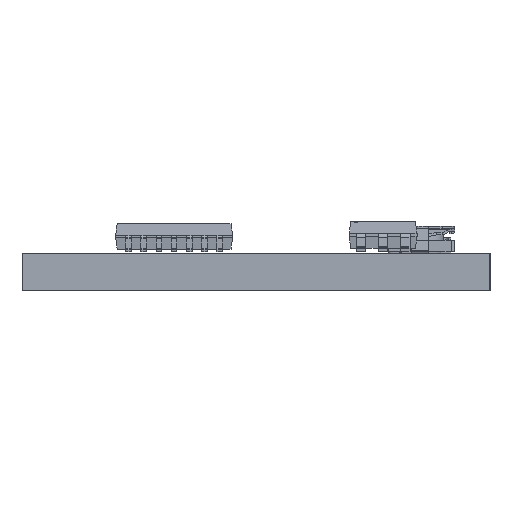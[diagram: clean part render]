
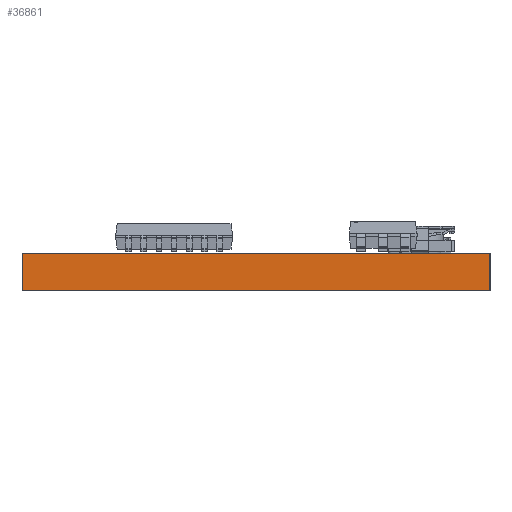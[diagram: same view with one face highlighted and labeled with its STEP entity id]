
A CAD part, left-side view. The second image highlights one B-rep face of the part: STEP entity #36861.
In plain terms, the highlighted planar face has unit normal (-1, 0, 0).
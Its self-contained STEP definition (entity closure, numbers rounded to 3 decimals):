
#36861 = ADVANCED_FACE('',(#36862),#36876,.T.);
#36862 = FACE_BOUND('',#36863,.T.);
#36863 = EDGE_LOOP('',(#36864,#36899,#36927,#36955));
#36864 = ORIENTED_EDGE('',*,*,#36865,.T.);
#36865 = EDGE_CURVE('',#36866,#36868,#36870,.T.);
#36866 = VERTEX_POINT('',#36867);
#36867 = CARTESIAN_POINT('',(-21.,-10.,0.));
#36868 = VERTEX_POINT('',#36869);
#36869 = CARTESIAN_POINT('',(-21.,-10.,1.6));
#36870 = SURFACE_CURVE('',#36871,(#36875,#36887),.PCURVE_S1.);
#36871 = LINE('',#36872,#36873);
#36872 = CARTESIAN_POINT('',(-21.,-10.,0.));
#36873 = VECTOR('',#36874,1.);
#36874 = DIRECTION('',(0.,0.,1.));
#36875 = PCURVE('',#36876,#36881);
#36876 = PLANE('',#36877);
#36877 = AXIS2_PLACEMENT_3D('',#36878,#36879,#36880);
#36878 = CARTESIAN_POINT('',(-21.,-10.,0.));
#36879 = DIRECTION('',(-1.,0.,0.));
#36880 = DIRECTION('',(0.,1.,0.));
#36881 = DEFINITIONAL_REPRESENTATION('',(#36882),#36886);
#36882 = LINE('',#36883,#36884);
#36883 = CARTESIAN_POINT('',(0.,0.));
#36884 = VECTOR('',#36885,1.);
#36885 = DIRECTION('',(0.,-1.));
#36886 = ( GEOMETRIC_REPRESENTATION_CONTEXT(2) 
PARAMETRIC_REPRESENTATION_CONTEXT() REPRESENTATION_CONTEXT('2D SPACE',''
  ) );
#36887 = PCURVE('',#36888,#36893);
#36888 = PLANE('',#36889);
#36889 = AXIS2_PLACEMENT_3D('',#36890,#36891,#36892);
#36890 = CARTESIAN_POINT('',(21.,-10.,0.));
#36891 = DIRECTION('',(0.,-1.,0.));
#36892 = DIRECTION('',(-1.,0.,0.));
#36893 = DEFINITIONAL_REPRESENTATION('',(#36894),#36898);
#36894 = LINE('',#36895,#36896);
#36895 = CARTESIAN_POINT('',(42.,0.));
#36896 = VECTOR('',#36897,1.);
#36897 = DIRECTION('',(0.,-1.));
#36898 = ( GEOMETRIC_REPRESENTATION_CONTEXT(2) 
PARAMETRIC_REPRESENTATION_CONTEXT() REPRESENTATION_CONTEXT('2D SPACE',''
  ) );
#36899 = ORIENTED_EDGE('',*,*,#36900,.T.);
#36900 = EDGE_CURVE('',#36868,#36901,#36903,.T.);
#36901 = VERTEX_POINT('',#36902);
#36902 = CARTESIAN_POINT('',(-21.,10.,1.6));
#36903 = SURFACE_CURVE('',#36904,(#36908,#36915),.PCURVE_S1.);
#36904 = LINE('',#36905,#36906);
#36905 = CARTESIAN_POINT('',(-21.,-10.,1.6));
#36906 = VECTOR('',#36907,1.);
#36907 = DIRECTION('',(0.,1.,0.));
#36908 = PCURVE('',#36876,#36909);
#36909 = DEFINITIONAL_REPRESENTATION('',(#36910),#36914);
#36910 = LINE('',#36911,#36912);
#36911 = CARTESIAN_POINT('',(0.,-1.6));
#36912 = VECTOR('',#36913,1.);
#36913 = DIRECTION('',(1.,0.));
#36914 = ( GEOMETRIC_REPRESENTATION_CONTEXT(2) 
PARAMETRIC_REPRESENTATION_CONTEXT() REPRESENTATION_CONTEXT('2D SPACE',''
  ) );
#36915 = PCURVE('',#36916,#36921);
#36916 = PLANE('',#36917);
#36917 = AXIS2_PLACEMENT_3D('',#36918,#36919,#36920);
#36918 = CARTESIAN_POINT('',(0.,0.,1.6));
#36919 = DIRECTION('',(-0.,-0.,-1.));
#36920 = DIRECTION('',(-1.,0.,0.));
#36921 = DEFINITIONAL_REPRESENTATION('',(#36922),#36926);
#36922 = LINE('',#36923,#36924);
#36923 = CARTESIAN_POINT('',(21.,-10.));
#36924 = VECTOR('',#36925,1.);
#36925 = DIRECTION('',(0.,1.));
#36926 = ( GEOMETRIC_REPRESENTATION_CONTEXT(2) 
PARAMETRIC_REPRESENTATION_CONTEXT() REPRESENTATION_CONTEXT('2D SPACE',''
  ) );
#36927 = ORIENTED_EDGE('',*,*,#36928,.F.);
#36928 = EDGE_CURVE('',#36929,#36901,#36931,.T.);
#36929 = VERTEX_POINT('',#36930);
#36930 = CARTESIAN_POINT('',(-21.,10.,0.));
#36931 = SURFACE_CURVE('',#36932,(#36936,#36943),.PCURVE_S1.);
#36932 = LINE('',#36933,#36934);
#36933 = CARTESIAN_POINT('',(-21.,10.,0.));
#36934 = VECTOR('',#36935,1.);
#36935 = DIRECTION('',(0.,0.,1.));
#36936 = PCURVE('',#36876,#36937);
#36937 = DEFINITIONAL_REPRESENTATION('',(#36938),#36942);
#36938 = LINE('',#36939,#36940);
#36939 = CARTESIAN_POINT('',(20.,0.));
#36940 = VECTOR('',#36941,1.);
#36941 = DIRECTION('',(0.,-1.));
#36942 = ( GEOMETRIC_REPRESENTATION_CONTEXT(2) 
PARAMETRIC_REPRESENTATION_CONTEXT() REPRESENTATION_CONTEXT('2D SPACE',''
  ) );
#36943 = PCURVE('',#36944,#36949);
#36944 = PLANE('',#36945);
#36945 = AXIS2_PLACEMENT_3D('',#36946,#36947,#36948);
#36946 = CARTESIAN_POINT('',(-21.,10.,0.));
#36947 = DIRECTION('',(0.,1.,0.));
#36948 = DIRECTION('',(1.,0.,0.));
#36949 = DEFINITIONAL_REPRESENTATION('',(#36950),#36954);
#36950 = LINE('',#36951,#36952);
#36951 = CARTESIAN_POINT('',(0.,0.));
#36952 = VECTOR('',#36953,1.);
#36953 = DIRECTION('',(0.,-1.));
#36954 = ( GEOMETRIC_REPRESENTATION_CONTEXT(2) 
PARAMETRIC_REPRESENTATION_CONTEXT() REPRESENTATION_CONTEXT('2D SPACE',''
  ) );
#36955 = ORIENTED_EDGE('',*,*,#36956,.F.);
#36956 = EDGE_CURVE('',#36866,#36929,#36957,.T.);
#36957 = SURFACE_CURVE('',#36958,(#36962,#36969),.PCURVE_S1.);
#36958 = LINE('',#36959,#36960);
#36959 = CARTESIAN_POINT('',(-21.,-10.,0.));
#36960 = VECTOR('',#36961,1.);
#36961 = DIRECTION('',(0.,1.,0.));
#36962 = PCURVE('',#36876,#36963);
#36963 = DEFINITIONAL_REPRESENTATION('',(#36964),#36968);
#36964 = LINE('',#36965,#36966);
#36965 = CARTESIAN_POINT('',(0.,0.));
#36966 = VECTOR('',#36967,1.);
#36967 = DIRECTION('',(1.,0.));
#36968 = ( GEOMETRIC_REPRESENTATION_CONTEXT(2) 
PARAMETRIC_REPRESENTATION_CONTEXT() REPRESENTATION_CONTEXT('2D SPACE',''
  ) );
#36969 = PCURVE('',#36970,#36975);
#36970 = PLANE('',#36971);
#36971 = AXIS2_PLACEMENT_3D('',#36972,#36973,#36974);
#36972 = CARTESIAN_POINT('',(0.,0.,0.));
#36973 = DIRECTION('',(-0.,-0.,-1.));
#36974 = DIRECTION('',(-1.,0.,0.));
#36975 = DEFINITIONAL_REPRESENTATION('',(#36976),#36980);
#36976 = LINE('',#36977,#36978);
#36977 = CARTESIAN_POINT('',(21.,-10.));
#36978 = VECTOR('',#36979,1.);
#36979 = DIRECTION('',(0.,1.));
#36980 = ( GEOMETRIC_REPRESENTATION_CONTEXT(2) 
PARAMETRIC_REPRESENTATION_CONTEXT() REPRESENTATION_CONTEXT('2D SPACE',''
  ) );
